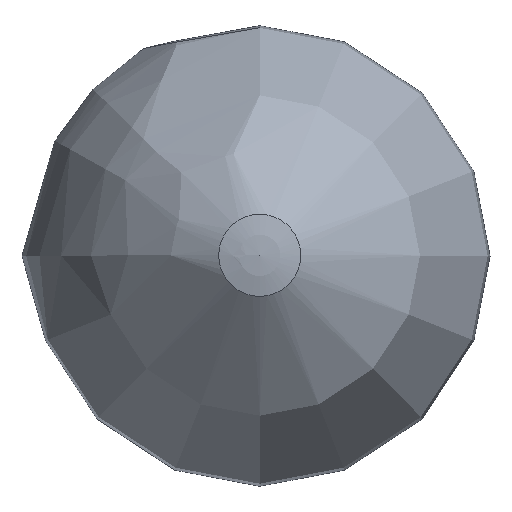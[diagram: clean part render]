
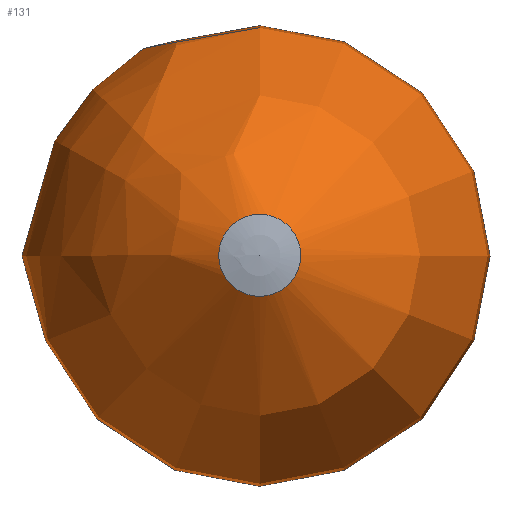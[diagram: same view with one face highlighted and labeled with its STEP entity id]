
A CAD part, top view. The second image highlights one B-rep face of the part: STEP entity #131.
In plain terms, the highlighted free-form (B-spline) face has degree [2, 2] with [5, 9] control points.
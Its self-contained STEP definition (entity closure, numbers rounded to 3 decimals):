
#15=(
BOUNDED_SURFACE()
B_SPLINE_SURFACE(2,2,((#251,#252,#253,#254,#255,#256,#257,#258,#259),(#260,
#261,#262,#263,#264,#265,#266,#267,#268),(#269,#270,#271,#272,#273,#274,
#275,#276,#277),(#278,#279,#280,#281,#282,#283,#284,#285,#286),(#287,#288,
#289,#290,#291,#292,#293,#294,#295)),.UNSPECIFIED.,.F.,.T.,.F.)
B_SPLINE_SURFACE_WITH_KNOTS((3,2,3),(3,2,2,2,3),(-0.673,0.245,
1.164),(-3.142,-1.571,0.,1.571,
3.142),.UNSPECIFIED.)
GEOMETRIC_REPRESENTATION_ITEM()
RATIONAL_B_SPLINE_SURFACE(((1.,0.707,1.,0.707,1.,
0.707,1.,0.707,1.),(0.896,0.634,
0.896,0.634,0.896,0.634,0.896,
0.634,0.896),(1.,0.707,1.,0.707,
1.,0.707,1.,0.707,1.),(0.896,0.634,
0.896,0.634,0.896,0.634,
0.896,0.634,0.896),(1.,0.707,
1.,0.707,1.,0.707,1.,0.707,1.)))
REPRESENTATION_ITEM('')
SURFACE()
);
#28=FACE_OUTER_BOUND('',#38,.T.);
#38=EDGE_LOOP('',(#108,#109,#110,#111));
#50=CIRCLE('',#164,27.539);
#51=CIRCLE('',#165,6.774);
#52=CIRCLE('',#166,53.758);
#68=VERTEX_POINT('',#248);
#69=VERTEX_POINT('',#296);
#82=EDGE_CURVE('',#68,#68,#50,.T.);
#83=EDGE_CURVE('',#69,#69,#51,.T.);
#84=EDGE_CURVE('',#69,#68,#52,.T.);
#108=ORIENTED_EDGE('',*,*,#83,.F.);
#109=ORIENTED_EDGE('',*,*,#84,.T.);
#110=ORIENTED_EDGE('',*,*,#82,.F.);
#111=ORIENTED_EDGE('',*,*,#84,.F.);
#131=ADVANCED_FACE('',(#28),#15,.F.);
#164=AXIS2_PLACEMENT_3D('',#250,#204,#205);
#165=AXIS2_PLACEMENT_3D('',#297,#206,#207);
#166=AXIS2_PLACEMENT_3D('',#298,#208,#209);
#204=DIRECTION('center_axis',(0.,0.,-1.));
#205=DIRECTION('ref_axis',(-1.,0.,0.));
#206=DIRECTION('center_axis',(0.,0.,1.));
#207=DIRECTION('ref_axis',(1.,0.,0.));
#208=DIRECTION('center_axis',(0.,-1.,0.));
#209=DIRECTION('ref_axis',(-1.,0.,0.));
#248=CARTESIAN_POINT('',(-27.539,0.,117.907));
#250=CARTESIAN_POINT('Origin',(0.,0.,117.907));
#251=CARTESIAN_POINT('Ctrl Pts',(-27.539,0.,117.907));
#252=CARTESIAN_POINT('Ctrl Pts',(-27.539,-27.539,117.907));
#253=CARTESIAN_POINT('Ctrl Pts',(0.,-27.539,
117.907));
#254=CARTESIAN_POINT('Ctrl Pts',(27.539,-27.539,117.907));
#255=CARTESIAN_POINT('Ctrl Pts',(27.539,0.,117.907));
#256=CARTESIAN_POINT('Ctrl Pts',(27.539,27.539,117.907));
#257=CARTESIAN_POINT('Ctrl Pts',(0.,27.539,
117.907));
#258=CARTESIAN_POINT('Ctrl Pts',(-27.539,27.539,117.907));
#259=CARTESIAN_POINT('Ctrl Pts',(-27.539,0.,117.907));
#260=CARTESIAN_POINT('Ctrl Pts',(-44.122,0.,138.696));
#261=CARTESIAN_POINT('Ctrl Pts',(-44.122,-44.122,138.696));
#262=CARTESIAN_POINT('Ctrl Pts',(0.,-44.122,
138.696));
#263=CARTESIAN_POINT('Ctrl Pts',(44.122,-44.122,138.696));
#264=CARTESIAN_POINT('Ctrl Pts',(44.122,0.,138.696));
#265=CARTESIAN_POINT('Ctrl Pts',(44.122,44.122,138.696));
#266=CARTESIAN_POINT('Ctrl Pts',(0.,44.122,
138.696));
#267=CARTESIAN_POINT('Ctrl Pts',(-44.122,44.122,138.696));
#268=CARTESIAN_POINT('Ctrl Pts',(-44.122,0.,138.696));
#269=CARTESIAN_POINT('Ctrl Pts',(-37.661,0.,164.492));
#270=CARTESIAN_POINT('Ctrl Pts',(-37.661,-37.661,164.492));
#271=CARTESIAN_POINT('Ctrl Pts',(0.,-37.661,
164.492));
#272=CARTESIAN_POINT('Ctrl Pts',(37.661,-37.661,164.492));
#273=CARTESIAN_POINT('Ctrl Pts',(37.661,0.,164.492));
#274=CARTESIAN_POINT('Ctrl Pts',(37.661,37.661,164.492));
#275=CARTESIAN_POINT('Ctrl Pts',(0.,37.661,
164.492));
#276=CARTESIAN_POINT('Ctrl Pts',(-37.661,37.661,164.492));
#277=CARTESIAN_POINT('Ctrl Pts',(-37.661,0.,164.492));
#278=CARTESIAN_POINT('Ctrl Pts',(-31.199,0.,190.289));
#279=CARTESIAN_POINT('Ctrl Pts',(-31.199,-31.199,190.289));
#280=CARTESIAN_POINT('Ctrl Pts',(0.,-31.199,
190.289));
#281=CARTESIAN_POINT('Ctrl Pts',(31.199,-31.199,190.289));
#282=CARTESIAN_POINT('Ctrl Pts',(31.199,0.,190.289));
#283=CARTESIAN_POINT('Ctrl Pts',(31.199,31.199,190.289));
#284=CARTESIAN_POINT('Ctrl Pts',(0.,31.199,
190.289));
#285=CARTESIAN_POINT('Ctrl Pts',(-31.199,31.199,190.289));
#286=CARTESIAN_POINT('Ctrl Pts',(-31.199,0.,190.289));
#287=CARTESIAN_POINT('Ctrl Pts',(-6.774,0.,200.806));
#288=CARTESIAN_POINT('Ctrl Pts',(-6.774,-6.774,200.806));
#289=CARTESIAN_POINT('Ctrl Pts',(0.,-6.774,
200.806));
#290=CARTESIAN_POINT('Ctrl Pts',(6.774,-6.774,200.806));
#291=CARTESIAN_POINT('Ctrl Pts',(6.774,0.,200.806));
#292=CARTESIAN_POINT('Ctrl Pts',(6.774,6.774,200.806));
#293=CARTESIAN_POINT('Ctrl Pts',(0.,6.774,
200.806));
#294=CARTESIAN_POINT('Ctrl Pts',(-6.774,6.774,200.806));
#295=CARTESIAN_POINT('Ctrl Pts',(-6.774,0.,200.806));
#296=CARTESIAN_POINT('',(-6.774,0.,200.806));
#297=CARTESIAN_POINT('Origin',(0.,0.,200.806));
#298=CARTESIAN_POINT('Origin',(14.487,0.,151.43));
